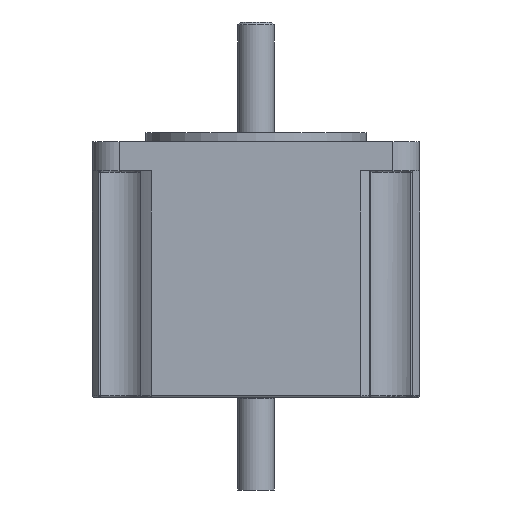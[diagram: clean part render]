
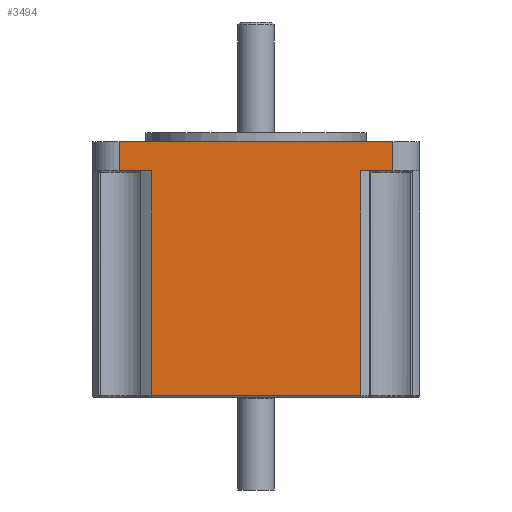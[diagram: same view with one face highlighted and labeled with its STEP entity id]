
A CAD part, front view. The second image highlights one B-rep face of the part: STEP entity #3494.
In plain terms, the highlighted planar face has unit normal (0, -1, 0).
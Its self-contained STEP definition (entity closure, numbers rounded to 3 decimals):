
#45 = LINE ( 'NONE', #2217, #6564 ) ;
#275 = CARTESIAN_POINT ( 'NONE',  ( 18.598, 10.558, 35.977 ) ) ;
#324 = CARTESIAN_POINT ( 'NONE',  ( 60.281, 10.558, 74.727 ) ) ;
#333 = DIRECTION ( 'NONE',  ( -1., 0., 0. ) ) ;
#387 = ORIENTED_EDGE ( 'NONE', *, *, #5000, .T. ) ;
#463 = EDGE_LOOP ( 'NONE', ( #387, #7301, #6957, #5489, #7118, #4979, #4671, #4565 ) ) ;
#650 = VECTOR ( 'NONE', #1298, 1000. ) ;
#840 = VECTOR ( 'NONE', #4668, 1000. ) ;
#858 = EDGE_CURVE ( 'NONE', #4005, #6080, #45, .T. ) ;
#924 = CARTESIAN_POINT ( 'NONE',  ( 60.281, 10.558, 74.727 ) ) ;
#952 = PLANE ( 'NONE',  #5826 ) ;
#1031 = VECTOR ( 'NONE', #3890, 1000. ) ;
#1244 = CARTESIAN_POINT ( 'NONE',  ( 60.281, 10.558, 79.727 ) ) ;
#1298 = DIRECTION ( 'NONE',  ( 0., 0., 1. ) ) ;
#1407 = EDGE_CURVE ( 'NONE', #4933, #4402, #4994, .T. ) ;
#1537 = CARTESIAN_POINT ( 'NONE',  ( 18.598, 10.558, 74.727 ) ) ;
#1581 = CARTESIAN_POINT ( 'NONE',  ( 60.281, 10.558, 79.727 ) ) ;
#1772 = CARTESIAN_POINT ( 'NONE',  ( 18.598, 10.558, 74.739 ) ) ;
#1943 = DIRECTION ( 'NONE',  ( -1., 0., 0. ) ) ;
#2043 = EDGE_CURVE ( 'NONE', #4402, #3753, #5871, .T. ) ;
#2094 = CARTESIAN_POINT ( 'NONE',  ( 60.281, 10.558, 79.727 ) ) ;
#2217 = CARTESIAN_POINT ( 'NONE',  ( 60.281, 10.558, 74.727 ) ) ;
#2341 = CARTESIAN_POINT ( 'NONE',  ( 13.081, 10.558, 74.727 ) ) ;
#2482 = VERTEX_POINT ( 'NONE', #6520 ) ;
#2716 = CARTESIAN_POINT ( 'NONE',  ( 13.081, 10.558, 79.727 ) ) ;
#2859 = DIRECTION ( 'NONE',  ( 0., -1., 0. ) ) ;
#3225 = CARTESIAN_POINT ( 'NONE',  ( 54.765, 10.558, 35.977 ) ) ;
#3248 = CARTESIAN_POINT ( 'NONE',  ( 60.281, 10.558, 79.727 ) ) ;
#3361 = VECTOR ( 'NONE', #333, 1000. ) ;
#3494 = ADVANCED_FACE ( 'NONE', ( #7678 ), #952, .T. ) ;
#3734 = VECTOR ( 'NONE', #1943, 1000. ) ;
#3753 = VERTEX_POINT ( 'NONE', #2341 ) ;
#3890 = DIRECTION ( 'NONE',  ( 0., 0., 1. ) ) ;
#4005 = VERTEX_POINT ( 'NONE', #5618 ) ;
#4233 = EDGE_CURVE ( 'NONE', #2482, #4005, #4350, .T. ) ;
#4350 = LINE ( 'NONE', #6847, #650 ) ;
#4402 = VERTEX_POINT ( 'NONE', #2716 ) ;
#4565 = ORIENTED_EDGE ( 'NONE', *, *, #2043, .T. ) ;
#4668 = DIRECTION ( 'NONE',  ( 1., 0., 0. ) ) ;
#4671 = ORIENTED_EDGE ( 'NONE', *, *, #1407, .T. ) ;
#4747 = EDGE_CURVE ( 'NONE', #6080, #4933, #7165, .T. ) ;
#4933 = VERTEX_POINT ( 'NONE', #2094 ) ;
#4979 = ORIENTED_EDGE ( 'NONE', *, *, #4747, .T. ) ;
#4994 = LINE ( 'NONE', #1244, #3734 ) ;
#5000 = EDGE_CURVE ( 'NONE', #3753, #5468, #7856, .T. ) ;
#5414 = EDGE_CURVE ( 'NONE', #2482, #7331, #6295, .T. ) ;
#5468 = VERTEX_POINT ( 'NONE', #1537 ) ;
#5489 = ORIENTED_EDGE ( 'NONE', *, *, #4233, .T. ) ;
#5618 = CARTESIAN_POINT ( 'NONE',  ( 54.765, 10.558, 74.727 ) ) ;
#5826 = AXIS2_PLACEMENT_3D ( 'NONE', #1581, #2859, #6671 ) ;
#5871 = LINE ( 'NONE', #8088, #7136 ) ;
#5902 = LINE ( 'NONE', #1772, #6185 ) ;
#6080 = VERTEX_POINT ( 'NONE', #924 ) ;
#6185 = VECTOR ( 'NONE', #7298, 1000. ) ;
#6295 = LINE ( 'NONE', #3225, #3361 ) ;
#6520 = CARTESIAN_POINT ( 'NONE',  ( 54.765, 10.558, 35.977 ) ) ;
#6564 = VECTOR ( 'NONE', #6607, 1000. ) ;
#6585 = EDGE_CURVE ( 'NONE', #7331, #5468, #5902, .T. ) ;
#6607 = DIRECTION ( 'NONE',  ( 1., 0., 0. ) ) ;
#6671 = DIRECTION ( 'NONE',  ( 0., 0., -1. ) ) ;
#6847 = CARTESIAN_POINT ( 'NONE',  ( 54.765, 10.558, 79.727 ) ) ;
#6957 = ORIENTED_EDGE ( 'NONE', *, *, #5414, .F. ) ;
#7118 = ORIENTED_EDGE ( 'NONE', *, *, #858, .T. ) ;
#7136 = VECTOR ( 'NONE', #8061, 1000. ) ;
#7165 = LINE ( 'NONE', #3248, #1031 ) ;
#7298 = DIRECTION ( 'NONE',  ( 0., 0., 1. ) ) ;
#7301 = ORIENTED_EDGE ( 'NONE', *, *, #6585, .F. ) ;
#7331 = VERTEX_POINT ( 'NONE', #275 ) ;
#7678 = FACE_OUTER_BOUND ( 'NONE', #463, .T. ) ;
#7856 = LINE ( 'NONE', #324, #840 ) ;
#8061 = DIRECTION ( 'NONE',  ( 0., 0., -1. ) ) ;
#8088 = CARTESIAN_POINT ( 'NONE',  ( 13.081, 10.558, 79.727 ) ) ;
